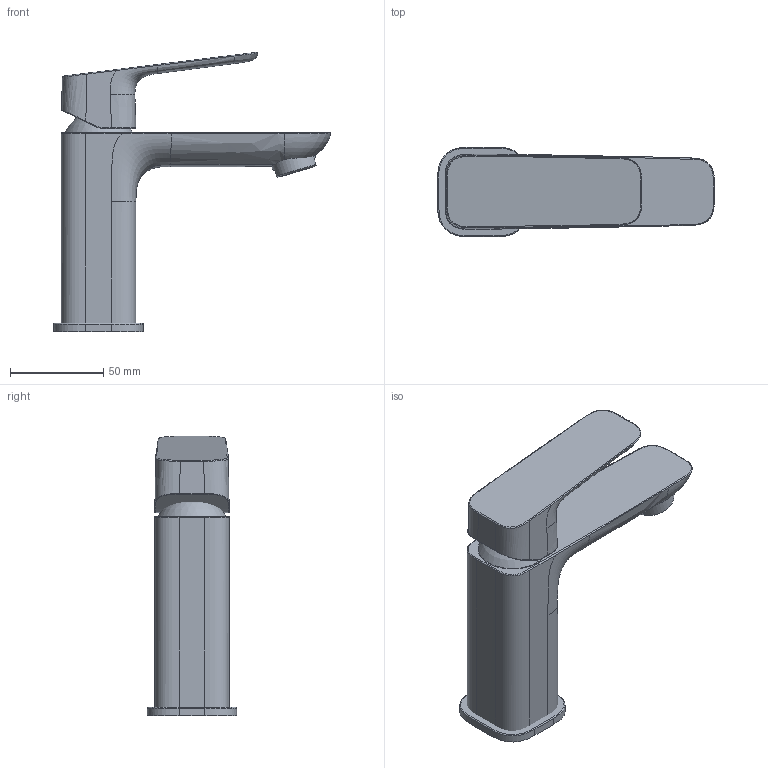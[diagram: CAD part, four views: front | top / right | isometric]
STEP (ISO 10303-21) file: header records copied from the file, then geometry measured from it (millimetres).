
FILE_DESCRIPTION(/* description */ ('Unknown'),/* implementation_level */ '2;1');
FILE_NAME(/* name */ '1016990000',/* time_stamp */ '2024-01-16T10:38:40+01:00',/* author */ ('Unknown'),/* organization */ ('GROHE AG'),/* preprocessor_version */ 'ST-DEVELOPER v16.7',/* originating_system */ 'DEX',/* authorisation */ $);
FILE_SCHEMA (('AUTOMOTIVE_DESIGN {1 0 10303 214 3 1 1}'));
Length unit declared in the file: millimetre
Products named in the file (7): Asm5; 1016990000_EHM_WT-_OHM_BASIN_02216013; 418699038_GEH_EHM_WT_OHM_BASIN_02206038; 418708038_HEBEL_EHM-_OHM_LEVER_100340567; A4222472_KAPPE_01014436; 418676038_ROSETTE_ROSETTE_100328681; 418103040_MOUSSEUR_MOUSSEUR_100314672
Assembly tree (6 placements, depth 3):
  Asm5
    1016990000_EHM_WT-_OHM_BASIN_02216013
      418699038_GEH_EHM_WT_OHM_BASIN_02206038
      418708038_HEBEL_EHM-_OHM_LEVER_100340567
      A4222472_KAPPE_01014436
      418676038_ROSETTE_ROSETTE_100328681
      418103040_MOUSSEUR_MOUSSEUR_100314672
Bounding box: 148.08 x 48 x 149.51 mm (x, y, z)
Volume: 280177 mm3; surface area: 51889.4 mm2
Topology: 5 solids, 13 shells, 1048 faces, 2942 edges, 1956 vertices
Faces by surface type: plane 519, cylinder 256, cone 151, bspline 81, torus 40, sphere 1
Full cylindrical faces by diameter (mm): 17.5 x1, 17.65 x1, 17.8 x1, 18.7 x1, 19.87 x1, 19.97 x1, 20.15 x1, 20.88 x1, 21.175 x1, 21.45 x1, 22.45 x2, 23.6 x1, 23.87 x1, 29.5 x1, 34.8 x1, 36.9 x2
Entity records: 45881 total; most frequent: CARTESIAN_POINT 20703, ORIENTED_EDGE 5682, DIRECTION 4430, EDGE_CURVE 2841, VERTEX_POINT 1919, AXIS2_PLACEMENT_3D 1545, LINE 1340, VECTOR 1340
